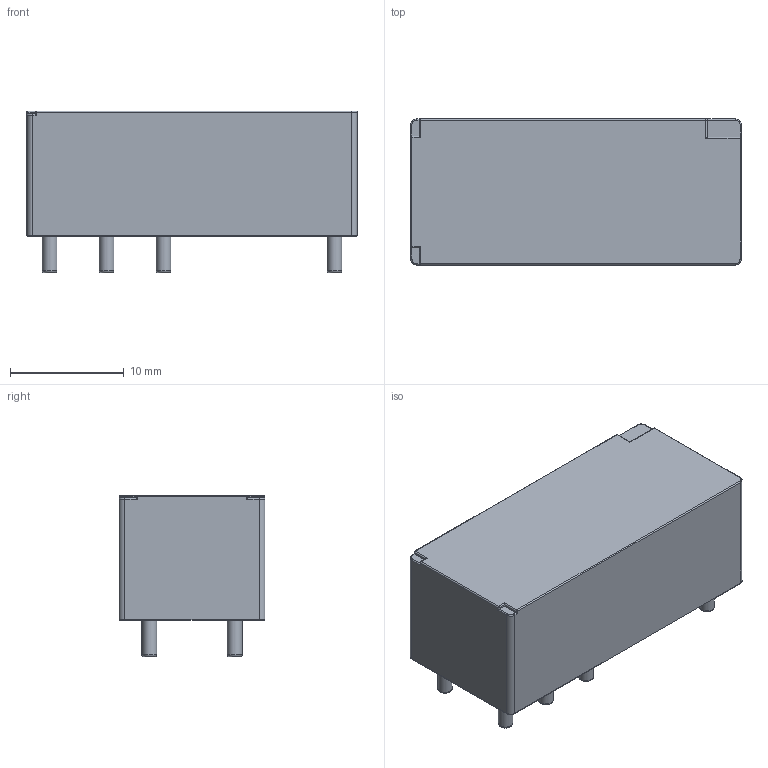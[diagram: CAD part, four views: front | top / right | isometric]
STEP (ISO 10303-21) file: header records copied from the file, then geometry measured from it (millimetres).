
FILE_DESCRIPTION(('FreeCAD Model'),'2;1');
FILE_NAME('Relay_DPDT_Fujitsu_FTR-F1C.step','2018-09-27T23:32:59',('kicad StepUp') ,('ksu MCAD'),'Open CASCADE STEP processor 7.2','FreeCAD','Unknown');
FILE_SCHEMA(('AUTOMOTIVE_DESIGN { 1 0 10303 214 1 1 1 1 }'));
Length unit declared in the file: millimetre
Products named in the file (1): Relay_DPDT_Fujitsu_FTR-F1C
Bounding box: 29 x 12.8 x 14.2 mm (x, y, z)
Volume: 4112.5 mm3; surface area: 1746.3 mm2
Topology: 1 solids, 1 shells, 83 faces, 168 edges, 95 vertices
Faces by surface type: cylinder 38, plane 23, torus 16, sphere 6
Full cylindrical faces by diameter (mm): 1.3 x8
Entity records: 2739 total; most frequent: DIRECTION 427, CARTESIAN_POINT 347, ORIENTED_EDGE 336, AXIS2_PLACEMENT_3D 175, EDGE_CURVE 168, VERTEX_POINT 95, FACE_BOUND 91, EDGE_LOOP 91
